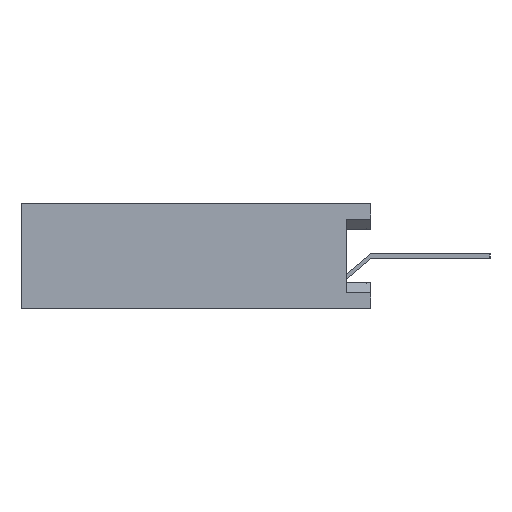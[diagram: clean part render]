
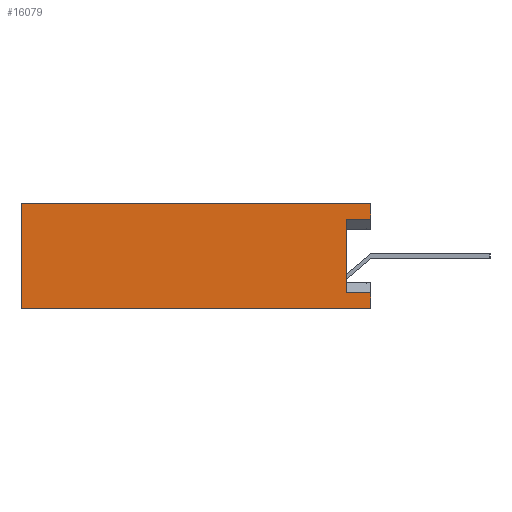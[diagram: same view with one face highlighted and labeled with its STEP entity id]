
A CAD part, left-side view. The second image highlights one B-rep face of the part: STEP entity #16079.
In plain terms, the highlighted planar face has unit normal (-1, 0, 0).
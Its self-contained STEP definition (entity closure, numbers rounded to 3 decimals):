
#17=DIRECTION('',(0.,-1.,0.));
#18=VECTOR('',#17,8.5);
#19=CARTESIAN_POINT('',(-25.4,4.25,-1.27));
#20=LINE('',#19,#18);
#677=DIRECTION('',(0.,0.,1.));
#678=VECTOR('',#677,0.37);
#679=CARTESIAN_POINT('',(-25.4,-4.25,-1.27));
#680=LINE('',#679,#678);
#693=DIRECTION('',(0.,0.,1.));
#694=VECTOR('',#693,0.37);
#695=CARTESIAN_POINT('',(-25.4,-4.25,0.9));
#696=LINE('',#695,#694);
#1189=DIRECTION('',(0.,0.,1.));
#1190=VECTOR('',#1189,2.54);
#1191=CARTESIAN_POINT('',(-25.4,4.25,-1.27));
#1192=LINE('',#1191,#1190);
#1193=DIRECTION('',(0.,1.,0.));
#1194=VECTOR('',#1193,0.6);
#1195=CARTESIAN_POINT('',(-25.4,-4.25,0.9));
#1196=LINE('',#1195,#1194);
#1197=DIRECTION('',(0.,0.,1.));
#1198=VECTOR('',#1197,1.8);
#1199=CARTESIAN_POINT('',(-25.4,-3.65,-0.9));
#1200=LINE('',#1199,#1198);
#1201=DIRECTION('',(0.,1.,0.));
#1202=VECTOR('',#1201,0.6);
#1203=CARTESIAN_POINT('',(-25.4,-4.25,-0.9));
#1204=LINE('',#1203,#1202);
#2133=DIRECTION('',(0.,-1.,0.));
#2134=VECTOR('',#2133,8.5);
#2135=CARTESIAN_POINT('',(-25.4,4.25,1.27));
#2136=LINE('',#2135,#2134);
#11025=CARTESIAN_POINT('',(-25.4,4.25,-1.27));
#11026=CARTESIAN_POINT('',(-25.4,-4.25,-1.27));
#11027=VERTEX_POINT('',#11025);
#11028=VERTEX_POINT('',#11026);
#11033=CARTESIAN_POINT('',(-25.4,4.25,1.27));
#11034=CARTESIAN_POINT('',(-25.4,-4.25,1.27));
#11035=VERTEX_POINT('',#11033);
#11036=VERTEX_POINT('',#11034);
#11161=CARTESIAN_POINT('',(-25.4,-4.25,-0.9));
#11162=VERTEX_POINT('',#11161);
#11163=CARTESIAN_POINT('',(-25.4,-4.25,0.9));
#11164=VERTEX_POINT('',#11163);
#11177=CARTESIAN_POINT('',(-25.4,-3.65,-0.9));
#11178=CARTESIAN_POINT('',(-25.4,-3.65,0.9));
#11179=VERTEX_POINT('',#11177);
#11180=VERTEX_POINT('',#11178);
#16059=CARTESIAN_POINT('',(-25.4,4.25,-1.27));
#16060=DIRECTION('',(-1.,0.,0.));
#16061=DIRECTION('',(0.,-1.,0.));
#16062=AXIS2_PLACEMENT_3D('',#16059,#16060,#16061);
#16063=PLANE('',#16062);
#16064=ORIENTED_EDGE('',*,*,#15428,.F.);
#16065=ORIENTED_EDGE('',*,*,#14606,.F.);
#16067=ORIENTED_EDGE('',*,*,#16066,.T.);
#16069=ORIENTED_EDGE('',*,*,#16068,.T.);
#16070=ORIENTED_EDGE('',*,*,#15444,.F.);
#16072=ORIENTED_EDGE('',*,*,#16071,.T.);
#16074=ORIENTED_EDGE('',*,*,#16073,.F.);
#16076=ORIENTED_EDGE('',*,*,#16075,.F.);
#16077=EDGE_LOOP('',(#16064,#16065,#16067,#16069,#16070,#16072,#16074,#16076));
#16078=FACE_OUTER_BOUND('',#16077,.F.);
#16079=ADVANCED_FACE('',(#16078),#16063,.T.);
#14606=EDGE_CURVE('',#11027,#11028,#20,.T.);
#15428=EDGE_CURVE('',#11028,#11162,#680,.T.);
#15444=EDGE_CURVE('',#11164,#11036,#696,.T.);
#16066=EDGE_CURVE('',#11027,#11035,#1192,.T.);
#16068=EDGE_CURVE('',#11035,#11036,#2136,.T.);
#16071=EDGE_CURVE('',#11164,#11180,#1196,.T.);
#16073=EDGE_CURVE('',#11179,#11180,#1200,.T.);
#16075=EDGE_CURVE('',#11162,#11179,#1204,.T.);
